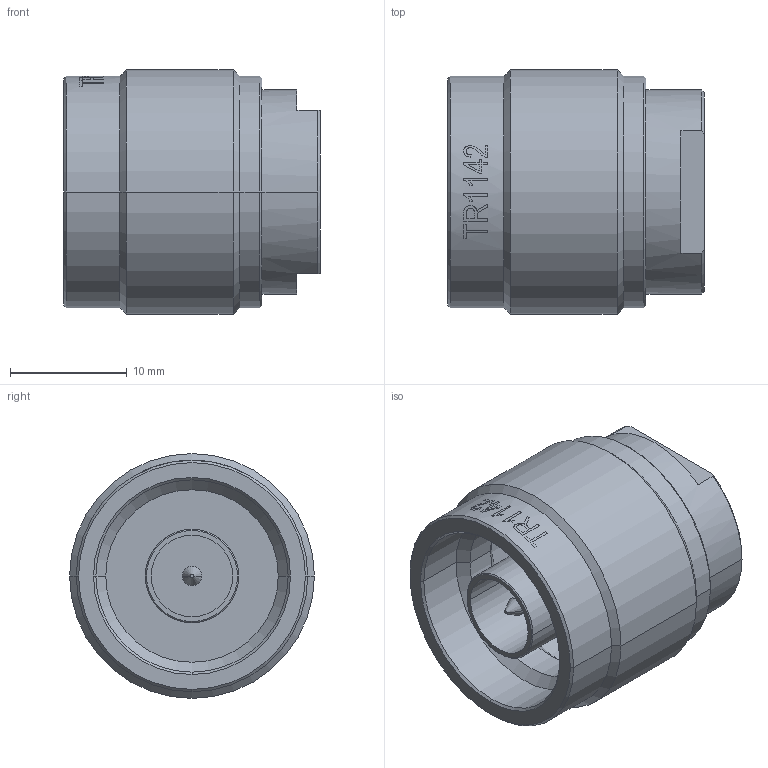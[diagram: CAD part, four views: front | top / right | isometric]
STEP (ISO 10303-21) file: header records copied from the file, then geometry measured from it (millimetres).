
FILE_DESCRIPTION (( 'STEP AP214' ), '1' );
FILE_NAME ('FMTR1142_3D.step', '2023-05-08T14:26:43', ( '' ), ( '' ), 'SwSTEP 2.0', 'SolidWorks 2022', '' );
FILE_SCHEMA (( 'AUTOMOTIVE_DESIGN' ));
Length unit declared in the file: inch
Products named in the file (1): FMTR1142_3D
Bounding box: 22 x 21 x 21 mm (x, y, z)
Volume: 4731.5 mm3; surface area: 3042 mm2
Topology: 1 solids, 1 shells, 63 faces, 184 edges, 136 vertices
Faces by surface type: cylinder 28, cone 24, plane 11
Entity records: 2723 total; most frequent: CARTESIAN_POINT 861, DIRECTION 370, ORIENTED_EDGE 368, EDGE_CURVE 184, AXIS2_PLACEMENT_3D 150, VERTEX_POINT 136, CIRCLE 86, EDGE_LOOP 76
